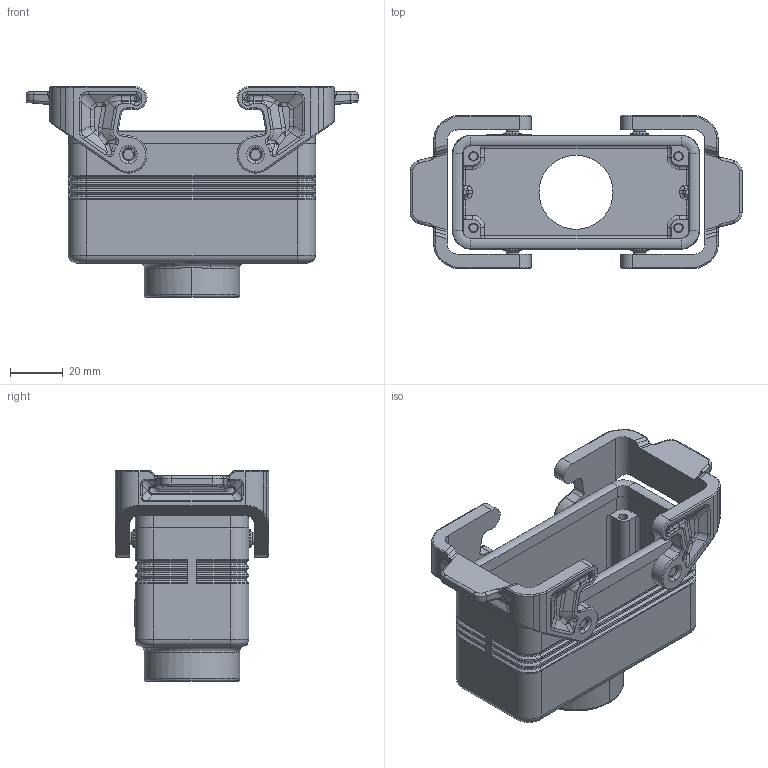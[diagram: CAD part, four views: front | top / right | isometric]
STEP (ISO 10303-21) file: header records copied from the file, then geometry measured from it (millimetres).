
FILE_DESCRIPTION(('Creo Elements/Direct Modeling STEP Export'),'2;1');
FILE_NAME('0ln7uvk5tno64ii968','2023-11-15T16:24:36',(''),(''),'Creo Elements/Direct Modeling STEP processor for AP214 (Solid Model)','Creo Elements/Direct Modeling 20.1B 02-Apr-2019 (C) Parametric Technology GmbH','');
FILE_SCHEMA(('AUTOMOTIVE_DESIGN { 1 0 10303 214 1 1 1 1 }'));
Products named in the file (2): JMPV 16 G32
Assembly tree (1 placements, depth 2):
  JMPV 16 G32
    JMPV 16 G32
Bounding box: 125.5 x 58.07 x 79.7 mm (x, y, z)
Volume: 84448.5 mm3; surface area: 47962.8 mm2
Topology: 1 solids, 1 shells, 1017 faces, 2429 edges, 1423 vertices
Faces by surface type: cylinder 355, bspline 246, plane 234, torus 112, cone 58, sphere 12
Entity records: 81236 total; most frequent: CARTESIAN_POINT 52564, ORIENTED_EDGE 4826, DIRECTION 3604, EDGE_CURVE 2413, VERTEX_POINT 1423, AXIS2_PLACEMENT_3D 1351, EDGE_LOOP 1048, COLOUR_RGB 1018
